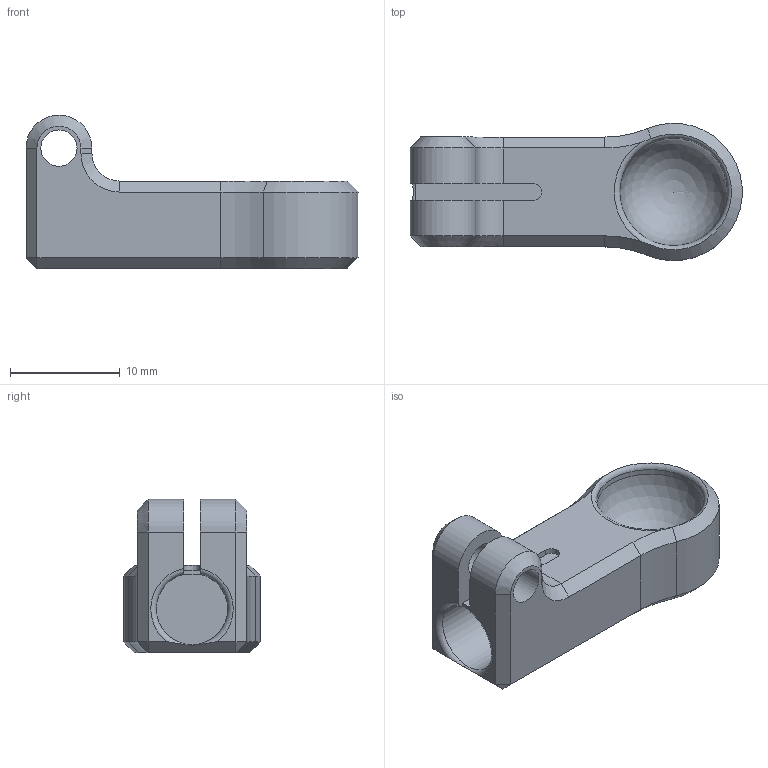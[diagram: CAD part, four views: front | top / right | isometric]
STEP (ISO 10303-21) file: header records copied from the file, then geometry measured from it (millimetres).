
FILE_DESCRIPTION(/* description */ ('Alibre Inc.'),/* implementation_level */ '2;1');
FILE_NAME(/* name */ 'export0',/* time_stamp */ '2015-07-11T14:33:28+12:00',/* author */ (''),/* organization */ (''),/* preprocessor_version */ 'ST-DEVELOPER v14',/* originating_system */ 'Alibre',/* authorisation */ '');
FILE_SCHEMA (('CONFIG_CONTROL_DESIGN'));
Length unit declared in the file: centimetre
Products named in the file (1): ID_1
Bounding box: 30.23 x 12.48 x 14 mm (x, y, z)
Volume: 1663.5 mm3; surface area: 1866.1 mm2
Topology: 1 solids, 1 shells, 51 faces, 129 edges, 79 vertices
Faces by surface type: plane 26, cylinder 12, cone 10, torus 2, sphere 1
Full cylindrical faces by diameter (mm): 3.3 x2, 6.5 x1, 9.8 x1
Entity records: 1686 total; most frequent: CARTESIAN_POINT 471, ORIENTED_EDGE 234, DIRECTION 214, EDGE_CURVE 117, AXIS2_PLACEMENT_3D 86, VERTEX_POINT 73, VECTOR 68, LINE 68
